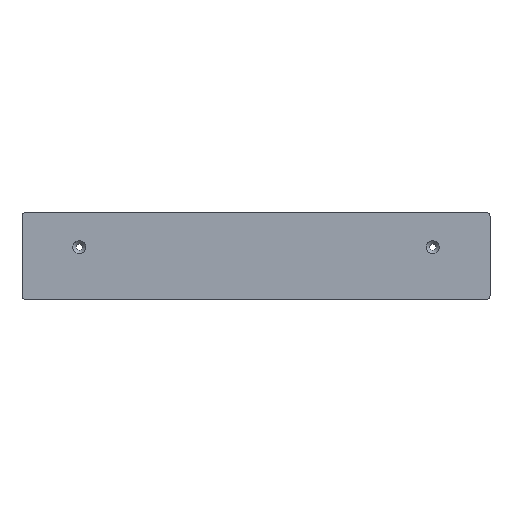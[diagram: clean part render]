
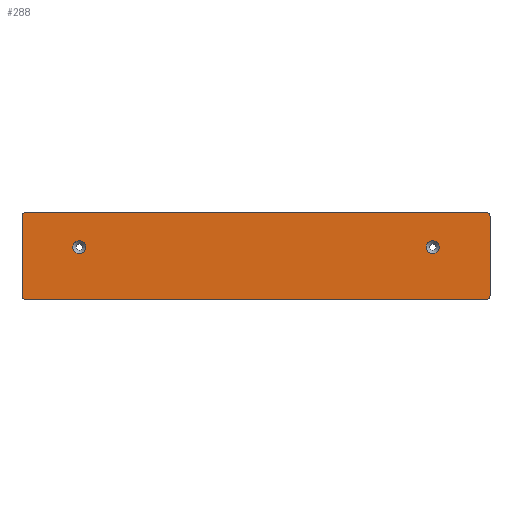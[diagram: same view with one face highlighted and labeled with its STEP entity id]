
A CAD part, top view. The second image highlights one B-rep face of the part: STEP entity #288.
In plain terms, the highlighted planar face has unit normal (0, 0, 1).
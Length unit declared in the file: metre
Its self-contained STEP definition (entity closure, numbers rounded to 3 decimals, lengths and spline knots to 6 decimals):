
#29=LINE('',#470,#45);
#32=LINE('',#478,#48);
#35=LINE('',#486,#51);
#36=LINE('',#488,#52);
#45=VECTOR('',#380,1.);
#48=VECTOR('',#389,1.);
#51=VECTOR('',#398,1.);
#52=VECTOR('',#401,1.);
#116=ORIENTED_EDGE('',*,*,#165,.F.);
#117=ORIENTED_EDGE('',*,*,#166,.F.);
#118=ORIENTED_EDGE('',*,*,#160,.F.);
#119=ORIENTED_EDGE('',*,*,#150,.T.);
#120=ORIENTED_EDGE('',*,*,#152,.T.);
#121=ORIENTED_EDGE('',*,*,#154,.T.);
#122=ORIENTED_EDGE('',*,*,#156,.T.);
#123=ORIENTED_EDGE('',*,*,#158,.T.);
#124=ORIENTED_EDGE('',*,*,#161,.F.);
#125=ORIENTED_EDGE('',*,*,#163,.T.);
#150=EDGE_CURVE('',#182,#183,#198,.F.);
#152=EDGE_CURVE('',#183,#184,#29,.T.);
#154=EDGE_CURVE('',#184,#185,#199,.T.);
#156=EDGE_CURVE('',#185,#186,#32,.F.);
#158=EDGE_CURVE('',#186,#187,#200,.F.);
#160=EDGE_CURVE('',#182,#188,#35,.F.);
#161=EDGE_CURVE('',#189,#187,#36,.T.);
#163=EDGE_CURVE('',#189,#188,#201,.T.);
#165=EDGE_CURVE('',#191,#191,#203,.T.);
#166=EDGE_CURVE('',#192,#192,#204,.T.);
#182=VERTEX_POINT('',#463);
#183=VERTEX_POINT('',#465);
#184=VERTEX_POINT('',#469);
#185=VERTEX_POINT('',#473);
#186=VERTEX_POINT('',#477);
#187=VERTEX_POINT('',#481);
#188=VERTEX_POINT('',#485);
#189=VERTEX_POINT('',#489);
#191=VERTEX_POINT('',#498);
#192=VERTEX_POINT('',#500);
#198=CIRCLE('',#319,0.00205);
#199=CIRCLE('',#322,0.00205);
#200=CIRCLE('',#325,0.00205);
#201=CIRCLE('',#329,0.00205);
#203=CIRCLE('',#333,0.00336);
#204=CIRCLE('',#334,0.00336);
#225=EDGE_LOOP('',(#116));
#226=EDGE_LOOP('',(#117));
#227=EDGE_LOOP('',(#118,#119,#120,#121,#122,#123,#124,#125));
#255=FACE_BOUND('',#225,.T.);
#256=FACE_BOUND('',#226,.T.);
#257=FACE_BOUND('',#227,.T.);
#274=PLANE('',#332);
#288=ADVANCED_FACE('',(#255,#256,#257),#274,.T.);
#319=AXIS2_PLACEMENT_3D('',#466,#375,#376);
#322=AXIS2_PLACEMENT_3D('',#474,#384,#385);
#325=AXIS2_PLACEMENT_3D('',#482,#393,#394);
#329=AXIS2_PLACEMENT_3D('',#492,#405,#406);
#332=AXIS2_PLACEMENT_3D('',#496,#411,#412);
#333=AXIS2_PLACEMENT_3D('',#497,#413,#414);
#334=AXIS2_PLACEMENT_3D('',#499,#415,#416);
#375=DIRECTION('',(0.,0.,-1.));
#376=DIRECTION('',(0.,1.,0.));
#380=DIRECTION('',(0.,1.,0.));
#384=DIRECTION('',(0.,0.,1.));
#385=DIRECTION('',(0.,-1.,0.));
#389=DIRECTION('',(1.,0.,0.));
#393=DIRECTION('',(0.,0.,-1.));
#394=DIRECTION('',(0.,1.,0.));
#398=DIRECTION('',(1.,0.,0.));
#401=DIRECTION('',(0.,1.,0.));
#405=DIRECTION('',(0.,0.,1.));
#406=DIRECTION('',(0.,-1.,0.));
#411=DIRECTION('',(0.,0.,1.));
#412=DIRECTION('',(1.,0.,0.));
#413=DIRECTION('',(0.,0.,1.));
#414=DIRECTION('',(0.,-1.,0.));
#415=DIRECTION('',(0.,0.,1.));
#416=DIRECTION('',(0.,-1.,0.));
#463=CARTESIAN_POINT('',(0.11775,-0.0223,0.012347));
#465=CARTESIAN_POINT('',(0.1198,-0.02025,0.012347));
#466=CARTESIAN_POINT('',(0.11775,-0.02025,0.012347));
#469=CARTESIAN_POINT('',(0.1198,0.02025,0.012347));
#470=CARTESIAN_POINT('',(0.1198,0.,0.012347));
#473=CARTESIAN_POINT('',(0.11775,0.0223,0.012347));
#474=CARTESIAN_POINT('',(0.11775,0.02025,0.012347));
#477=CARTESIAN_POINT('',(-0.11775,0.0223,0.012347));
#478=CARTESIAN_POINT('',(0.,0.0223,0.012347));
#481=CARTESIAN_POINT('',(-0.1198,0.02025,0.012347));
#482=CARTESIAN_POINT('',(-0.11775,0.02025,0.012347));
#485=CARTESIAN_POINT('',(-0.11775,-0.0223,0.012347));
#486=CARTESIAN_POINT('',(0.,-0.0223,0.012347));
#488=CARTESIAN_POINT('',(-0.1198,0.,0.012347));
#489=CARTESIAN_POINT('',(-0.1198,-0.02025,0.012347));
#492=CARTESIAN_POINT('',(-0.11775,-0.02025,0.012347));
#496=CARTESIAN_POINT('',(0.,0.,0.012347));
#497=CARTESIAN_POINT('',(0.090488,0.0045,0.012347));
#498=CARTESIAN_POINT('',(0.090488,0.00114,0.012347));
#499=CARTESIAN_POINT('',(-0.090488,0.0045,0.012347));
#500=CARTESIAN_POINT('',(-0.090488,0.00114,0.012347));
